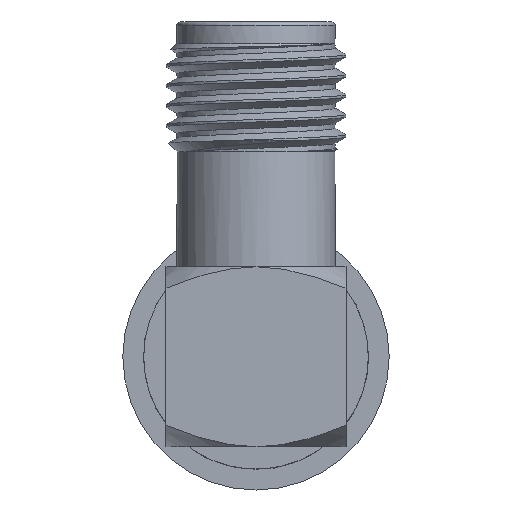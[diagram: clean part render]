
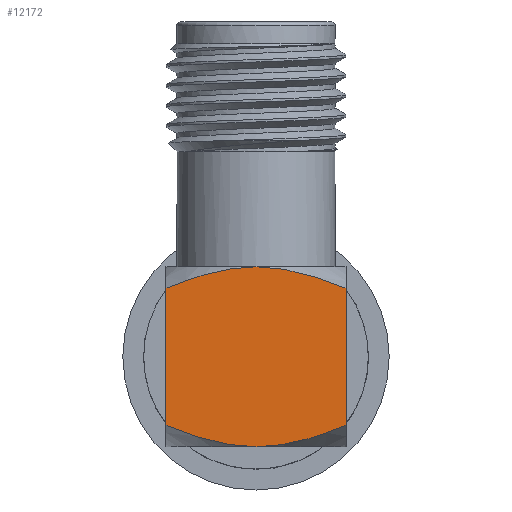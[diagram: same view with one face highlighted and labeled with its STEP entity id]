
A CAD part, left-side view. The second image highlights one B-rep face of the part: STEP entity #12172.
In plain terms, the highlighted planar face has unit normal (-1, 0, 0).
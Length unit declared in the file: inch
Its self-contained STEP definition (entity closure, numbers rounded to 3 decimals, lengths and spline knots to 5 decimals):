
#327 = CARTESIAN_POINT ( 'NONE',  ( -0.125, 0., 0.125 ) ) ;
#611 = CARTESIAN_POINT ( 'NONE',  ( -0.125, 0., 0.125 ) ) ;
#910 = CARTESIAN_POINT ( 'NONE',  ( -0.125, -0.08464, -0.11067 ) ) ;
#961 = CARTESIAN_POINT ( 'NONE',  ( -0.125, 0.04284, 0.12163 ) ) ;
#1012 = CARTESIAN_POINT ( 'NONE',  ( -0.125, 0.02169, -0.125 ) ) ;
#1190 = CARTESIAN_POINT ( 'NONE',  ( -0.125, 0., -0.125 ) ) ;
#1275 = CARTESIAN_POINT ( 'NONE',  ( -0.125, -0.01075, 0.125 ) ) ;
#1544 = B_SPLINE_CURVE_WITH_KNOTS ( 'NONE', 3,
 ( #1190, #1012, #8697, #13253, #6567, #6669 ),
 .UNSPECIFIED., .F., .F.,
 ( 4, 2, 4 ),
 ( 0.0068, 0.00846, 0.01011 ),
 .UNSPECIFIED. ) ;
#1843 = ORIENTED_EDGE ( 'NONE', *, *, #10199, .F. ) ;
#2006 = CARTESIAN_POINT ( 'NONE',  ( -0.125, 0.125, 0.09511 ) ) ;
#2085 = VERTEX_POINT ( 'NONE', #611 ) ;
#2264 = B_SPLINE_CURVE_WITH_KNOTS ( 'NONE', 3,
 ( #8597, #10804, #910, #3124, #6463, #14129, #6554, #4382 ),
 .UNSPECIFIED., .F., .F.,
 ( 4, 2, 2, 4 ),
 ( 0.00352, 0.00516, 0.00598, 0.0068 ),
 .UNSPECIFIED. ) ;
#2314 = CARTESIAN_POINT ( 'NONE',  ( -0.125, 0., -0.125 ) ) ;
#2376 = CARTESIAN_POINT ( 'NONE',  ( -0.125, -0.08464, 0.11067 ) ) ;
#3124 = CARTESIAN_POINT ( 'NONE',  ( -0.125, -0.05347, -0.11886 ) ) ;
#3522 = VERTEX_POINT ( 'NONE', #2314 ) ;
#4111 = EDGE_CURVE ( 'NONE', #13490, #2085, #12933, .T. ) ;
#4283 = LINE ( 'NONE', #13575, #10791 ) ;
#4382 = CARTESIAN_POINT ( 'NONE',  ( -0.125, 0., -0.125 ) ) ;
#4929 = EDGE_CURVE ( 'NONE', #12444, #12663, #4283, .T. ) ;
#5254 = CARTESIAN_POINT ( 'NONE',  ( -0.125, -0.125, 0.125 ) ) ;
#5269 = LINE ( 'NONE', #11411, #11776 ) ;
#5351 = CARTESIAN_POINT ( 'NONE',  ( -0.125, 0.10502, 0.10326 ) ) ;
#5566 = FACE_OUTER_BOUND ( 'NONE', #6713, .T. ) ;
#5845 = CARTESIAN_POINT ( 'NONE',  ( -0.125, -0.02166, 0.12417 ) ) ;
#6146 = B_SPLINE_CURVE_WITH_KNOTS ( 'NONE', 3,
 ( #327, #1275, #5845, #8952, #11181, #2376, #12316, #12266 ),
 .UNSPECIFIED., .F., .F.,
 ( 4, 2, 2, 4 ),
 ( 0.01153, 0.01234, 0.01316, 0.01478 ),
 .UNSPECIFIED. ) ;
#6280 = DIRECTION ( 'NONE',  ( 0., 0., -1. ) ) ;
#6463 = CARTESIAN_POINT ( 'NONE',  ( -0.125, -0.04297, -0.12109 ) ) ;
#6554 = CARTESIAN_POINT ( 'NONE',  ( -0.125, -0.01075, -0.125 ) ) ;
#6567 = CARTESIAN_POINT ( 'NONE',  ( -0.125, 0.10502, -0.10326 ) ) ;
#6669 = CARTESIAN_POINT ( 'NONE',  ( -0.125, 0.125, -0.09511 ) ) ;
#6713 = EDGE_LOOP ( 'NONE', ( #9533, #10002, #13681, #1843, #8638, #12114 ) ) ;
#7348 = PLANE ( 'NONE',  #9408 ) ;
#7505 = CARTESIAN_POINT ( 'NONE',  ( -0.125, -0.125, -0.09511 ) ) ;
#7856 = EDGE_CURVE ( 'NONE', #12663, #3522, #2264, .T. ) ;
#8393 = EDGE_CURVE ( 'NONE', #3522, #10347, #1544, .T. ) ;
#8597 = CARTESIAN_POINT ( 'NONE',  ( -0.125, -0.125, -0.09511 ) ) ;
#8638 = ORIENTED_EDGE ( 'NONE', *, *, #4111, .F. ) ;
#8697 = CARTESIAN_POINT ( 'NONE',  ( -0.125, 0.04284, -0.12163 ) ) ;
#8952 = CARTESIAN_POINT ( 'NONE',  ( -0.125, -0.04297, 0.12109 ) ) ;
#9043 = DIRECTION ( 'NONE',  ( 0., 0., -1. ) ) ;
#9330 = CARTESIAN_POINT ( 'NONE',  ( -0.125, 0.125, -0.09511 ) ) ;
#9408 = AXIS2_PLACEMENT_3D ( 'NONE', #5254, #12873, #6280 ) ;
#9469 = EDGE_CURVE ( 'NONE', #13490, #10347, #5269, .T. ) ;
#9533 = ORIENTED_EDGE ( 'NONE', *, *, #8393, .F. ) ;
#10002 = ORIENTED_EDGE ( 'NONE', *, *, #7856, .F. ) ;
#10199 = EDGE_CURVE ( 'NONE', #2085, #12444, #6146, .T. ) ;
#10347 = VERTEX_POINT ( 'NONE', #9330 ) ;
#10745 = CARTESIAN_POINT ( 'NONE',  ( -0.125, -0.125, 0.09511 ) ) ;
#10791 = VECTOR ( 'NONE', #12358, 39.37008 ) ;
#10804 = CARTESIAN_POINT ( 'NONE',  ( -0.125, -0.10504, -0.10325 ) ) ;
#11181 = CARTESIAN_POINT ( 'NONE',  ( -0.125, -0.05347, 0.11886 ) ) ;
#11279 = CARTESIAN_POINT ( 'NONE',  ( -0.125, 0.125, 0.09511 ) ) ;
#11411 = CARTESIAN_POINT ( 'NONE',  ( -0.125, 0.125, 0.125 ) ) ;
#11776 = VECTOR ( 'NONE', #9043, 39.37008 ) ;
#11860 = CARTESIAN_POINT ( 'NONE',  ( -0.125, 0.08449, 0.11072 ) ) ;
#12114 = ORIENTED_EDGE ( 'NONE', *, *, #9469, .T. ) ;
#12172 = ADVANCED_FACE ( 'NONE', ( #5566 ), #7348, .F. ) ;
#12266 = CARTESIAN_POINT ( 'NONE',  ( -0.125, -0.125, 0.09511 ) ) ;
#12316 = CARTESIAN_POINT ( 'NONE',  ( -0.125, -0.10504, 0.10325 ) ) ;
#12358 = DIRECTION ( 'NONE',  ( 0., 0., -1. ) ) ;
#12444 = VERTEX_POINT ( 'NONE', #10745 ) ;
#12663 = VERTEX_POINT ( 'NONE', #7505 ) ;
#12873 = DIRECTION ( 'NONE',  ( 1., 0., 0. ) ) ;
#12921 = CARTESIAN_POINT ( 'NONE',  ( -0.125, 0.02169, 0.125 ) ) ;
#12933 = B_SPLINE_CURVE_WITH_KNOTS ( 'NONE', 3,
 ( #2006, #5351, #11860, #961, #12921, #14036 ),
 .UNSPECIFIED., .F., .F.,
 ( 4, 2, 4 ),
 ( 0.00825, 0.00989, 0.01153 ),
 .UNSPECIFIED. ) ;
#13253 = CARTESIAN_POINT ( 'NONE',  ( -0.125, 0.08449, -0.11072 ) ) ;
#13490 = VERTEX_POINT ( 'NONE', #11279 ) ;
#13575 = CARTESIAN_POINT ( 'NONE',  ( -0.125, -0.125, 0.125 ) ) ;
#13681 = ORIENTED_EDGE ( 'NONE', *, *, #4929, .F. ) ;
#14036 = CARTESIAN_POINT ( 'NONE',  ( -0.125, 0., 0.125 ) ) ;
#14129 = CARTESIAN_POINT ( 'NONE',  ( -0.125, -0.02166, -0.12417 ) ) ;
